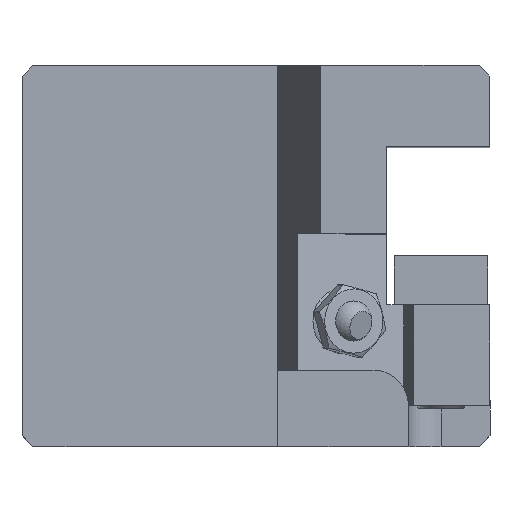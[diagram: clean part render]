
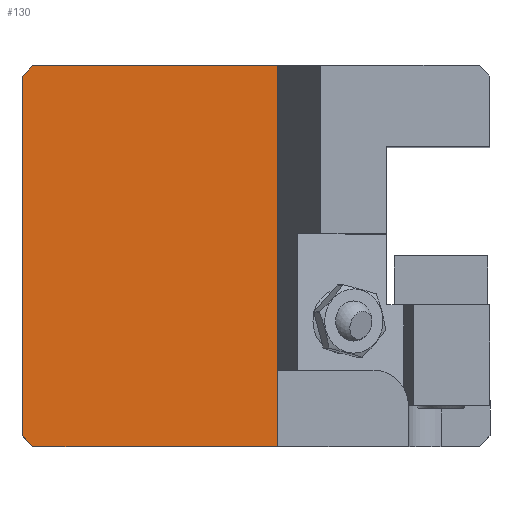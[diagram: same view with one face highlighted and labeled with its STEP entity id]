
A CAD part, top view. The second image highlights one B-rep face of the part: STEP entity #130.
In plain terms, the highlighted planar face has unit normal (0, 0, 1).
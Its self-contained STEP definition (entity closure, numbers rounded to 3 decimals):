
#130=ADVANCED_FACE('',(#239),#193,.T.);
#193=PLANE('',#1174);
#239=FACE_OUTER_BOUND('',#294,.T.);
#294=EDGE_LOOP('',(#445,#446,#447,#448,#449,#450));
#445=ORIENTED_EDGE('',*,*,#834,.T.);
#446=ORIENTED_EDGE('',*,*,#835,.T.);
#447=ORIENTED_EDGE('',*,*,#836,.T.);
#448=ORIENTED_EDGE('',*,*,#837,.T.);
#449=ORIENTED_EDGE('',*,*,#791,.F.);
#450=ORIENTED_EDGE('',*,*,#832,.F.);
#685=VERTEX_POINT('',#1604);
#686=VERTEX_POINT('',#1606);
#712=VERTEX_POINT('',#1682);
#713=VERTEX_POINT('',#1687);
#714=VERTEX_POINT('',#1689);
#715=VERTEX_POINT('',#1691);
#791=EDGE_CURVE('',#685,#686,#942,.T.);
#832=EDGE_CURVE('',#712,#685,#980,.T.);
#834=EDGE_CURVE('',#712,#713,#982,.T.);
#835=EDGE_CURVE('',#713,#714,#983,.T.);
#836=EDGE_CURVE('',#714,#715,#984,.T.);
#837=EDGE_CURVE('',#715,#686,#985,.T.);
#942=LINE('',#1605,#1060);
#980=LINE('',#1683,#1098);
#982=LINE('',#1686,#1100);
#983=LINE('',#1688,#1101);
#984=LINE('',#1690,#1102);
#985=LINE('',#1692,#1103);
#1060=VECTOR('',#1281,1.);
#1098=VECTOR('',#1345,1.);
#1100=VECTOR('',#1349,1.);
#1101=VECTOR('',#1350,1.);
#1102=VECTOR('',#1351,1.);
#1103=VECTOR('',#1352,1.);
#1174=AXIS2_PLACEMENT_3D('',#1693,#1353,#1354);
#1281=DIRECTION('',(-1.,0.,0.));
#1345=DIRECTION('',(0.,-1.,0.));
#1349=DIRECTION('',(-1.,0.,0.));
#1350=DIRECTION('',(-0.707,-0.707,0.));
#1351=DIRECTION('',(0.,-1.,0.));
#1352=DIRECTION('',(0.707,-0.707,0.));
#1353=DIRECTION('',(0.,0.,1.));
#1354=DIRECTION('',(1.,0.,0.));
#1604=CARTESIAN_POINT('',(5.,-35.,21.33));
#1605=CARTESIAN_POINT('',(5.,-35.,21.33));
#1606=CARTESIAN_POINT('',(-40.,-35.,21.33));
#1682=CARTESIAN_POINT('',(5.,35.,21.33));
#1683=CARTESIAN_POINT('',(5.,35.,21.33));
#1686=CARTESIAN_POINT('',(5.,35.,21.33));
#1687=CARTESIAN_POINT('',(-40.,35.,21.33));
#1688=CARTESIAN_POINT('',(-17.5,57.5,21.33));
#1689=CARTESIAN_POINT('',(-42.,33.,21.33));
#1690=CARTESIAN_POINT('',(-42.,35.,21.33));
#1691=CARTESIAN_POINT('',(-42.,-33.,21.33));
#1692=CARTESIAN_POINT('',(-52.5,-22.5,21.33));
#1693=CARTESIAN_POINT('',(5.,35.,21.33));
